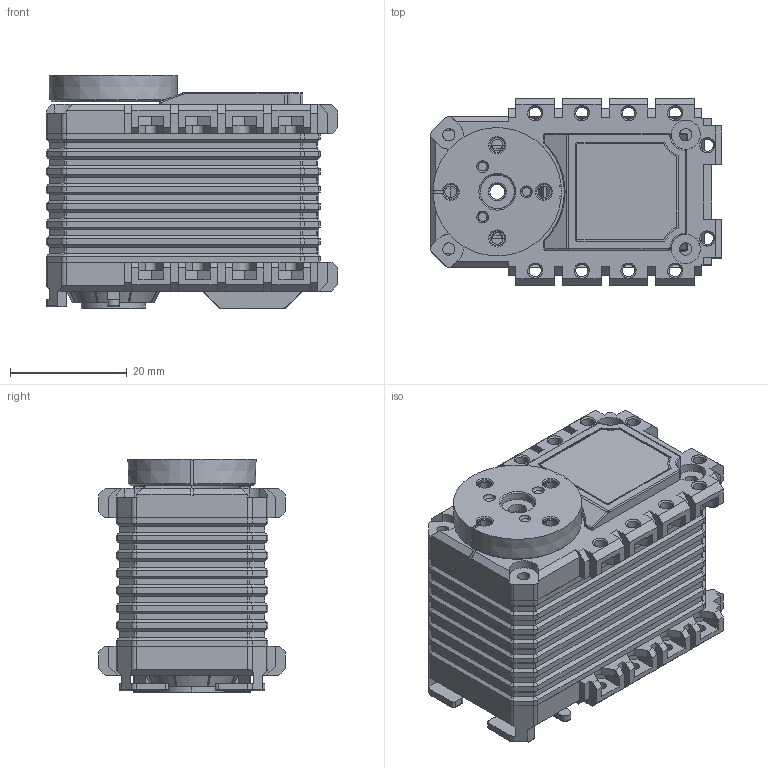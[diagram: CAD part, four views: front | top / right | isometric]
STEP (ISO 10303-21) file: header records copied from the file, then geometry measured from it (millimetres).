
FILE_DESCRIPTION (( 'STEP AP203' ), '1' );
FILE_NAME ('00_AI-MOTOR_ASM.STEP', '2017-05-24T01:58:25', ( '' ), ( '' ), 'SwSTEP 2.0', 'SolidWorks 2010', '' );
FILE_SCHEMA (( 'CONFIG_CONTROL_DESIGN' ));
Products named in the file (1): 00_AI-MOTOR_ASM
Bounding box: 50 x 32 x 40 mm (x, y, z)
Surface area: 12897.6 mm2 (no closed solid volume)
Topology: 0 solids, 20 shells, 1469 faces, 4056 edges, 2563 vertices
Faces by surface type: plane 805, cylinder 340, cone 204, bspline 114, torus 6
Entity records: 52596 total; most frequent: CARTESIAN_POINT 18282, ORIENTED_EDGE 7482, DIRECTION 6133, EDGE_CURVE 4045, VERTEX_POINT 2563, VECTOR 2103, LINE 2103, AXIS2_PLACEMENT_3D 2015
